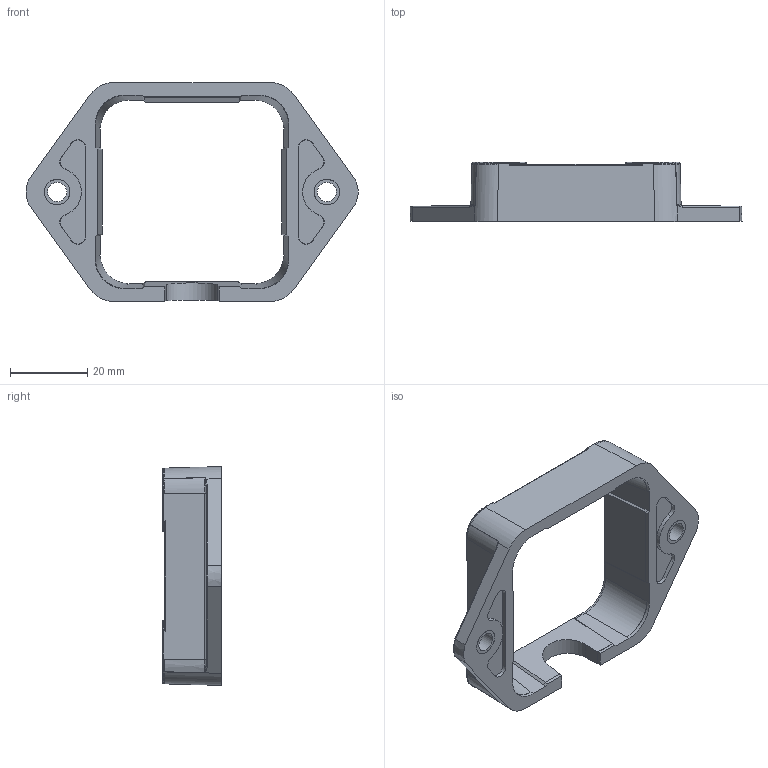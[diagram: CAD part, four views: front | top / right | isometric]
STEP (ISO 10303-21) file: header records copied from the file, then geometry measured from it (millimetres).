
FILE_DESCRIPTION (( 'STEP AP214' ), '1' );
FILE_NAME ('MB.A.MX1 - Screw Mount Bracket for Magma 17x Series_WEB.STEP', '2023-05-12T13:54:24', ( 'LocalAdmin' ), ( '' ), 'SwSTEP 2.0', 'SolidWorks 2018', '' );
FILE_SCHEMA (( 'AUTOMOTIVE_DESIGN' ));
Length unit declared in the file: millimetre
Products named in the file (1): MB.A.MX1 - Screw Mount Bracket for Magma 17x Series_WEB
Bounding box: 86.17 x 15.3 x 56.78 mm (x, y, z)
Volume: 13333.8 mm3; surface area: 9426.6 mm2
Topology: 3 solids, 3 shells, 356 faces, 999 edges, 653 vertices
Faces by surface type: bspline 163, plane 89, cylinder 86, cone 14, torus 4
Full cylindrical faces by diameter (mm): 5 x2, 6.6 x6
Entity records: 19433 total; most frequent: CARTESIAN_POINT 7983, ORIENTED_EDGE 1980, DIRECTION 1076, EDGE_CURVE 990, VERTEX_POINT 652, EDGE_LOOP 378, AXIS2_PLACEMENT_3D 364, FACE_OUTER_BOUND 364
